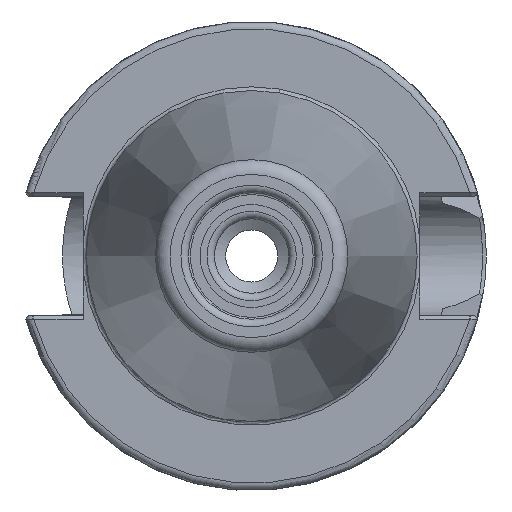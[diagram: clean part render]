
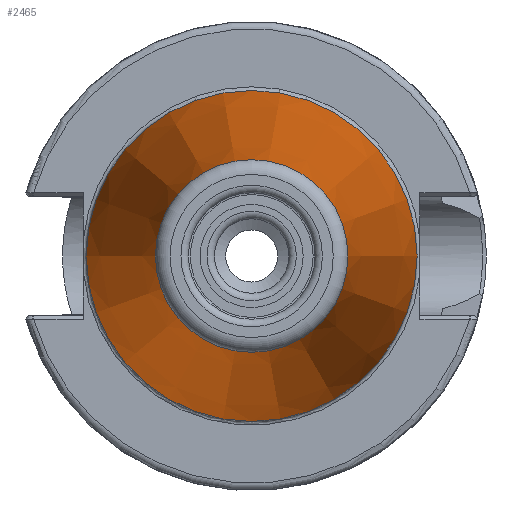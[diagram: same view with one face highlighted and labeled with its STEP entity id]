
A CAD part, left-side view. The second image highlights one B-rep face of the part: STEP entity #2465.
In plain terms, the highlighted conical face has half-angle 8.297 degrees and reference radius 17.581 mm.
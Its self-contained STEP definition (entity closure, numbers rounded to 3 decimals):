
#70=CONICAL_SURFACE('',#2664,17.581,0.145);
#147=LINE('',#4656,#263);
#263=VECTOR('',#3159,17.581);
#478=FACE_OUTER_BOUND('',#616,.T.);
#616=EDGE_LOOP('',(#1881,#1882,#1883,#1884,#1885,#1886,#1887));
#756=CIRCLE('',#2660,12.937);
#757=CIRCLE('',#2661,12.937);
#758=CIRCLE('',#2662,12.937);
#760=CIRCLE('',#2665,22.225);
#761=CIRCLE('',#2666,22.225);
#1021=VERTEX_POINT('',#4644);
#1022=VERTEX_POINT('',#4645);
#1023=VERTEX_POINT('',#4647);
#1024=VERTEX_POINT('',#4652);
#1025=VERTEX_POINT('',#4653);
#1343=EDGE_CURVE('',#1021,#1022,#756,.T.);
#1344=EDGE_CURVE('',#1023,#1021,#757,.T.);
#1345=EDGE_CURVE('',#1022,#1023,#758,.T.);
#1347=EDGE_CURVE('',#1024,#1025,#760,.T.);
#1348=EDGE_CURVE('',#1025,#1024,#761,.T.);
#1349=EDGE_CURVE('',#1025,#1023,#147,.T.);
#1881=ORIENTED_EDGE('',*,*,#1347,.F.);
#1882=ORIENTED_EDGE('',*,*,#1348,.F.);
#1883=ORIENTED_EDGE('',*,*,#1349,.T.);
#1884=ORIENTED_EDGE('',*,*,#1344,.T.);
#1885=ORIENTED_EDGE('',*,*,#1343,.T.);
#1886=ORIENTED_EDGE('',*,*,#1345,.T.);
#1887=ORIENTED_EDGE('',*,*,#1349,.F.);
#2465=ADVANCED_FACE('',(#478),#70,.T.);
#2660=AXIS2_PLACEMENT_3D('',#4646,#3145,#3146);
#2661=AXIS2_PLACEMENT_3D('',#4648,#3147,#3148);
#2662=AXIS2_PLACEMENT_3D('',#4649,#3149,#3150);
#2664=AXIS2_PLACEMENT_3D('',#4651,#3153,#3154);
#2665=AXIS2_PLACEMENT_3D('',#4654,#3155,#3156);
#2666=AXIS2_PLACEMENT_3D('',#4655,#3157,#3158);
#3145=DIRECTION('center_axis',(1.,0.,0.));
#3146=DIRECTION('ref_axis',(0.,0.,-1.));
#3147=DIRECTION('center_axis',(1.,0.,0.));
#3148=DIRECTION('ref_axis',(0.,0.,-1.));
#3149=DIRECTION('center_axis',(1.,0.,0.));
#3150=DIRECTION('ref_axis',(0.,0.,-1.));
#3153=DIRECTION('center_axis',(1.,0.,0.));
#3154=DIRECTION('ref_axis',(0.,1.,0.));
#3155=DIRECTION('center_axis',(1.,0.,0.));
#3156=DIRECTION('ref_axis',(0.,0.,-1.));
#3157=DIRECTION('center_axis',(1.,0.,0.));
#3158=DIRECTION('ref_axis',(0.,0.,-1.));
#3159=DIRECTION('',(-0.99,0.144,0.));
#4644=CARTESIAN_POINT('',(-63.689,12.937,0.));
#4645=CARTESIAN_POINT('',(-63.689,0.,12.937));
#4646=CARTESIAN_POINT('Origin',(-63.689,0.,
0.));
#4647=CARTESIAN_POINT('',(-63.689,-12.937,0.));
#4648=CARTESIAN_POINT('Origin',(-63.689,0.,
0.));
#4649=CARTESIAN_POINT('Origin',(-63.689,0.,
0.));
#4651=CARTESIAN_POINT('Origin',(-31.844,0.,
0.));
#4652=CARTESIAN_POINT('',(0.,22.225,0.));
#4653=CARTESIAN_POINT('',(0.,-22.225,0.));
#4654=CARTESIAN_POINT('Origin',(0.,0.,
0.));
#4655=CARTESIAN_POINT('Origin',(0.,0.,
0.));
#4656=CARTESIAN_POINT('',(-31.844,-17.581,0.));
